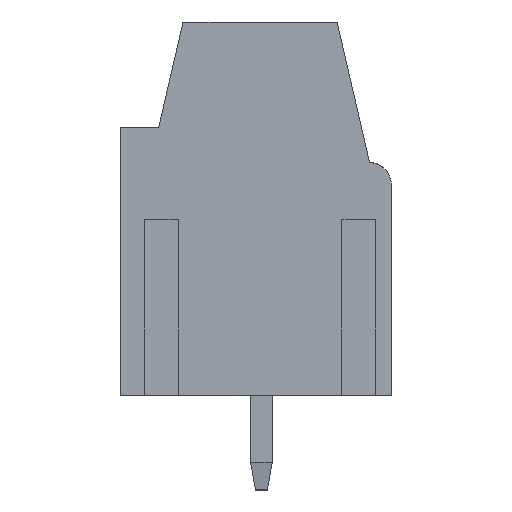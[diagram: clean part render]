
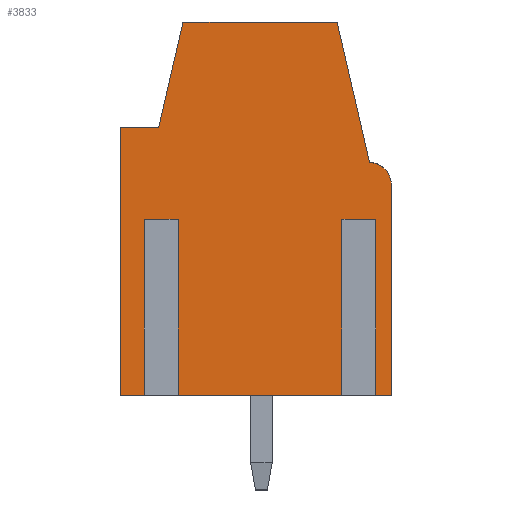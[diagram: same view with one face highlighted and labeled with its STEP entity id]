
A CAD part, left-side view. The second image highlights one B-rep face of the part: STEP entity #3833.
In plain terms, the highlighted planar face has unit normal (-1, 0, 0).
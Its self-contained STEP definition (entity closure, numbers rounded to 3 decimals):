
#3770=AXIS2_PLACEMENT_3D('Plane Axis2P3D',#3767,#3768,#3769) ;
#2817=CARTESIAN_POINT('Vertex',(0.55,0.,3.5)) ;
#2820=CARTESIAN_POINT('Line Origine',(0.55,0.447,3.5)) ;
#2824=CARTESIAN_POINT('Vertex',(0.55,0.894,3.5)) ;
#2845=CARTESIAN_POINT('Vertex',(0.55,1.506,3.5)) ;
#2848=CARTESIAN_POINT('Line Origine',(0.55,4.85,3.5)) ;
#2852=CARTESIAN_POINT('Vertex',(0.55,8.194,3.5)) ;
#2873=CARTESIAN_POINT('Vertex',(0.55,8.806,3.5)) ;
#2876=CARTESIAN_POINT('Line Origine',(0.55,9.403,3.5)) ;
#2880=CARTESIAN_POINT('Vertex',(0.55,10.,3.5)) ;
#3324=CARTESIAN_POINT('Line Origine',(0.55,10.,8.45)) ;
#3328=CARTESIAN_POINT('Vertex',(0.55,10.,13.4)) ;
#3469=CARTESIAN_POINT('Vertex',(0.55,8.6,13.4)) ;
#3472=CARTESIAN_POINT('Line Origine',(0.55,8.15,15.35)) ;
#3476=CARTESIAN_POINT('Vertex',(0.55,7.7,17.3)) ;
#3500=CARTESIAN_POINT('Line Origine',(0.55,4.85,17.3)) ;
#3504=CARTESIAN_POINT('Vertex',(0.55,2.001,17.3)) ;
#3560=CARTESIAN_POINT('Line Origine',(0.55,1.4,14.7)) ;
#3564=CARTESIAN_POINT('Vertex',(0.55,0.8,12.1)) ;
#3585=CARTESIAN_POINT('Control Point',(0.55,0.,11.3)) ;
#3586=CARTESIAN_POINT('Control Point',(0.55,0.,11.614)) ;
#3587=CARTESIAN_POINT('Control Point',(0.55,0.168,11.932)) ;
#3588=CARTESIAN_POINT('Control Point',(0.55,0.486,12.1)) ;
#3589=CARTESIAN_POINT('Control Point',(0.55,0.8,12.1)) ;
#3590=CARTESIAN_POINT('Vertex',(0.55,0.,11.3)) ;
#3610=CARTESIAN_POINT('Line Origine',(0.55,0.,7.4)) ;
#3767=CARTESIAN_POINT('Axis2P3D Location',(0.55,10.,0.)) ;
#3772=CARTESIAN_POINT('Line Origine',(0.55,1.506,6.75)) ;
#3776=CARTESIAN_POINT('Vertex',(0.55,1.506,10.)) ;
#3779=CARTESIAN_POINT('Line Origine',(0.55,1.2,10.)) ;
#3783=CARTESIAN_POINT('Vertex',(0.55,0.894,10.)) ;
#3786=CARTESIAN_POINT('Line Origine',(0.55,0.894,6.75)) ;
#3791=CARTESIAN_POINT('Line Origine',(0.55,9.3,13.4)) ;
#3796=CARTESIAN_POINT('Line Origine',(0.55,8.806,6.75)) ;
#3800=CARTESIAN_POINT('Vertex',(0.55,8.806,10.)) ;
#3803=CARTESIAN_POINT('Line Origine',(0.55,8.5,10.)) ;
#3807=CARTESIAN_POINT('Vertex',(0.55,8.194,10.)) ;
#3810=CARTESIAN_POINT('Line Origine',(0.55,8.194,6.75)) ;
#2821=DIRECTION('Vector Direction',(0.,-1.,0.)) ;
#2849=DIRECTION('Vector Direction',(0.,-1.,0.)) ;
#2877=DIRECTION('Vector Direction',(0.,-1.,0.)) ;
#3325=DIRECTION('Vector Direction',(0.,0.,-1.)) ;
#3473=DIRECTION('Vector Direction',(0.,0.225,-0.974)) ;
#3501=DIRECTION('Vector Direction',(0.,1.,0.)) ;
#3561=DIRECTION('Vector Direction',(0.,0.225,0.974)) ;
#3611=DIRECTION('Vector Direction',(0.,0.,1.)) ;
#3768=DIRECTION('Axis2P3D Direction',(-1.,0.,0.)) ;
#3769=DIRECTION('Axis2P3D XDirection',(0.,1.,0.)) ;
#3773=DIRECTION('Vector Direction',(0.,0.,1.)) ;
#3780=DIRECTION('Vector Direction',(0.,1.,0.)) ;
#3787=DIRECTION('Vector Direction',(0.,0.,1.)) ;
#3792=DIRECTION('Vector Direction',(0.,1.,0.)) ;
#3797=DIRECTION('Vector Direction',(0.,0.,1.)) ;
#3804=DIRECTION('Vector Direction',(0.,1.,0.)) ;
#3811=DIRECTION('Vector Direction',(0.,0.,1.)) ;
#2822=VECTOR('Line Direction',#2821,1.) ;
#2850=VECTOR('Line Direction',#2849,1.) ;
#2878=VECTOR('Line Direction',#2877,1.) ;
#3326=VECTOR('Line Direction',#3325,1.) ;
#3474=VECTOR('Line Direction',#3473,1.) ;
#3502=VECTOR('Line Direction',#3501,1.) ;
#3562=VECTOR('Line Direction',#3561,1.) ;
#3612=VECTOR('Line Direction',#3611,1.) ;
#3774=VECTOR('Line Direction',#3773,1.) ;
#3781=VECTOR('Line Direction',#3780,1.) ;
#3788=VECTOR('Line Direction',#3787,1.) ;
#3793=VECTOR('Line Direction',#3792,1.) ;
#3798=VECTOR('Line Direction',#3797,1.) ;
#3805=VECTOR('Line Direction',#3804,1.) ;
#3812=VECTOR('Line Direction',#3811,1.) ;
#3816=ORIENTED_EDGE('',*,*,#2854,.T.) ;
#3817=ORIENTED_EDGE('',*,*,#3778,.T.) ;
#3818=ORIENTED_EDGE('',*,*,#3785,.F.) ;
#3819=ORIENTED_EDGE('',*,*,#3790,.F.) ;
#3820=ORIENTED_EDGE('',*,*,#2826,.T.) ;
#3821=ORIENTED_EDGE('',*,*,#3614,.T.) ;
#3822=ORIENTED_EDGE('',*,*,#3592,.T.) ;
#3823=ORIENTED_EDGE('',*,*,#3566,.T.) ;
#3824=ORIENTED_EDGE('',*,*,#3506,.T.) ;
#3825=ORIENTED_EDGE('',*,*,#3478,.T.) ;
#3826=ORIENTED_EDGE('',*,*,#3795,.T.) ;
#3827=ORIENTED_EDGE('',*,*,#3330,.T.) ;
#3828=ORIENTED_EDGE('',*,*,#2882,.T.) ;
#3829=ORIENTED_EDGE('',*,*,#3802,.T.) ;
#3830=ORIENTED_EDGE('',*,*,#3809,.F.) ;
#3831=ORIENTED_EDGE('',*,*,#3814,.F.) ;
#3833=ADVANCED_FACE('HOUSING',(#3832),#3771,.T.) ;
#3584=B_SPLINE_CURVE_WITH_KNOTS('',4,(#3585,#3586,#3587,#3588,#3589),.UNSPECIFIED.,.F.,.U.,(5,5),(-0.628,0.628),.UNSPECIFIED.) ;
#2826=EDGE_CURVE('',#2825,#2818,#2823,.T.) ;
#2854=EDGE_CURVE('',#2853,#2846,#2851,.T.) ;
#2882=EDGE_CURVE('',#2881,#2874,#2879,.T.) ;
#3330=EDGE_CURVE('',#3329,#2881,#3327,.T.) ;
#3478=EDGE_CURVE('',#3477,#3470,#3475,.T.) ;
#3506=EDGE_CURVE('',#3505,#3477,#3503,.T.) ;
#3566=EDGE_CURVE('',#3565,#3505,#3563,.T.) ;
#3592=EDGE_CURVE('',#3591,#3565,#3584,.T.) ;
#3614=EDGE_CURVE('',#2818,#3591,#3613,.T.) ;
#3778=EDGE_CURVE('',#2846,#3777,#3775,.T.) ;
#3785=EDGE_CURVE('',#3784,#3777,#3782,.T.) ;
#3790=EDGE_CURVE('',#2825,#3784,#3789,.T.) ;
#3795=EDGE_CURVE('',#3470,#3329,#3794,.T.) ;
#3802=EDGE_CURVE('',#2874,#3801,#3799,.T.) ;
#3809=EDGE_CURVE('',#3808,#3801,#3806,.T.) ;
#3814=EDGE_CURVE('',#2853,#3808,#3813,.T.) ;
#3815=EDGE_LOOP('',(#3816,#3817,#3818,#3819,#3820,#3821,#3822,#3823,#3824,#3825,#3826,#3827,#3828,#3829,#3830,#3831)) ;
#3832=FACE_OUTER_BOUND('',#3815,.T.) ;
#2823=LINE('Line',#2820,#2822) ;
#2851=LINE('Line',#2848,#2850) ;
#2879=LINE('Line',#2876,#2878) ;
#3327=LINE('Line',#3324,#3326) ;
#3475=LINE('Line',#3472,#3474) ;
#3503=LINE('Line',#3500,#3502) ;
#3563=LINE('Line',#3560,#3562) ;
#3613=LINE('Line',#3610,#3612) ;
#3775=LINE('Line',#3772,#3774) ;
#3782=LINE('Line',#3779,#3781) ;
#3789=LINE('Line',#3786,#3788) ;
#3794=LINE('Line',#3791,#3793) ;
#3799=LINE('Line',#3796,#3798) ;
#3806=LINE('Line',#3803,#3805) ;
#3813=LINE('Line',#3810,#3812) ;
#3771=PLANE('',#3770) ;
#2818=VERTEX_POINT('',#2817) ;
#2825=VERTEX_POINT('',#2824) ;
#2846=VERTEX_POINT('',#2845) ;
#2853=VERTEX_POINT('',#2852) ;
#2874=VERTEX_POINT('',#2873) ;
#2881=VERTEX_POINT('',#2880) ;
#3329=VERTEX_POINT('',#3328) ;
#3470=VERTEX_POINT('',#3469) ;
#3477=VERTEX_POINT('',#3476) ;
#3505=VERTEX_POINT('',#3504) ;
#3565=VERTEX_POINT('',#3564) ;
#3591=VERTEX_POINT('',#3590) ;
#3777=VERTEX_POINT('',#3776) ;
#3784=VERTEX_POINT('',#3783) ;
#3801=VERTEX_POINT('',#3800) ;
#3808=VERTEX_POINT('',#3807) ;
